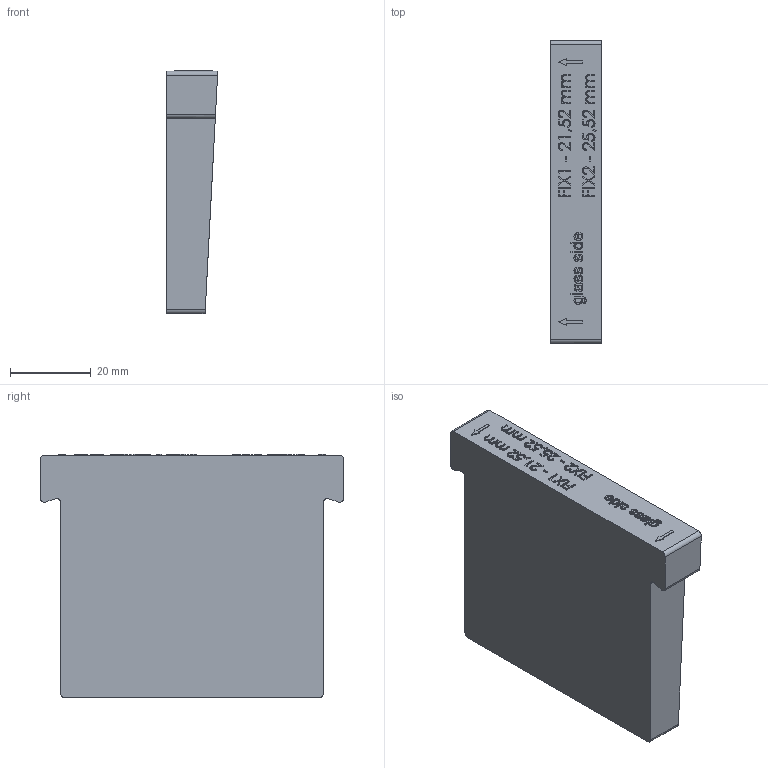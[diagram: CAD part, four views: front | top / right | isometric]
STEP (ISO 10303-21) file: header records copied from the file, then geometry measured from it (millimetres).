
FILE_DESCRIPTION (( 'STEP AP214' ), '1' );
FILE_NAME ('A19_FIXPLAST-22-26.STEP', '2022-09-28T12:30:19', ( '' ), ( '' ), 'SwSTEP 2.0', 'SolidWorks 2019', '' );
FILE_SCHEMA (( 'AUTOMOTIVE_DESIGN' ));
Length unit declared in the file: millimetre
Products named in the file (1): A19_FIXPLAST-22-26
Bounding box: 12.75 x 75 x 60.2 mm (x, y, z)
Volume: 19869.5 mm3; surface area: 19920.5 mm2
Topology: 1 solids, 1 shells, 532 faces, 1422 edges, 948 vertices
Faces by surface type: plane 347, bspline 112, cylinder 73
Entity records: 23286 total; most frequent: CARTESIAN_POINT 10855, ORIENTED_EDGE 2844, DIRECTION 2042, EDGE_CURVE 1422, VECTOR 1052, LINE 1052, VERTEX_POINT 948, EDGE_LOOP 588
